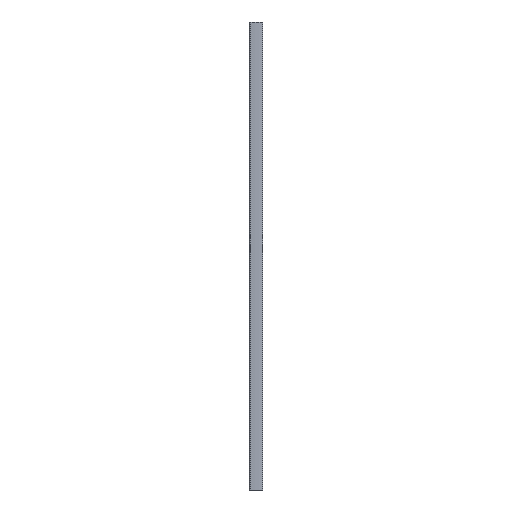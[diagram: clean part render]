
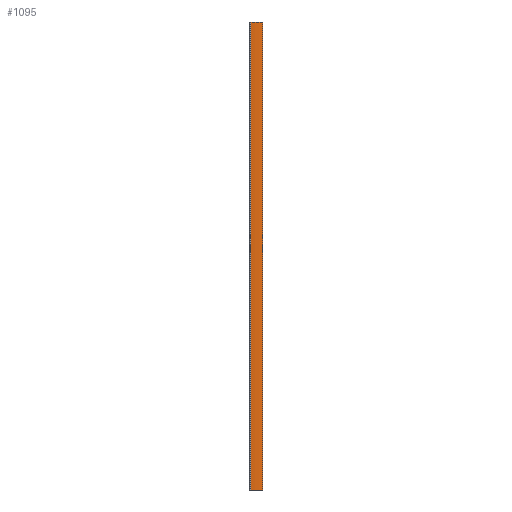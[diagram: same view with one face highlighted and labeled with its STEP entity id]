
A CAD part, left-side view. The second image highlights one B-rep face of the part: STEP entity #1095.
In plain terms, the highlighted cylindrical face has radius 500 mm (diameter 1000 mm), a partial arc.
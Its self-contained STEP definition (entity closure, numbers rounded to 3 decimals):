
#84=FACE_OUTER_BOUND('',#141,.T.);
#141=EDGE_LOOP('',(#979,#980,#981,#982));
#232=LINE('',#1933,#321);
#233=LINE('',#1935,#322);
#321=VECTOR('',#1593,10.);
#322=VECTOR('',#1596,10.);
#370=CIRCLE('',#1182,500.);
#396=CIRCLE('',#1223,500.);
#468=VERTEX_POINT('',#1773);
#469=VERTEX_POINT('',#1775);
#500=VERTEX_POINT('',#1870);
#501=VERTEX_POINT('',#1872);
#591=EDGE_CURVE('',#469,#468,#370,.T.);
#641=EDGE_CURVE('',#501,#500,#396,.T.);
#672=EDGE_CURVE('',#500,#469,#232,.T.);
#673=EDGE_CURVE('',#501,#468,#233,.T.);
#979=ORIENTED_EDGE('',*,*,#591,.T.);
#980=ORIENTED_EDGE('',*,*,#673,.F.);
#981=ORIENTED_EDGE('',*,*,#641,.T.);
#982=ORIENTED_EDGE('',*,*,#672,.T.);
#1041=CYLINDRICAL_SURFACE('',#1248,500.);
#1095=ADVANCED_FACE('',(#84),#1041,.T.);
#1182=AXIS2_PLACEMENT_3D('',#1776,#1412,#1413);
#1223=AXIS2_PLACEMENT_3D('',#1873,#1518,#1519);
#1248=AXIS2_PLACEMENT_3D('',#1934,#1594,#1595);
#1412=DIRECTION('center_axis',(0.,0.,-1.));
#1413=DIRECTION('ref_axis',(-0.998,0.068,0.));
#1518=DIRECTION('center_axis',(0.,0.,1.));
#1519=DIRECTION('ref_axis',(-0.998,0.068,0.));
#1593=DIRECTION('',(0.,0.,1.));
#1594=DIRECTION('center_axis',(0.,0.,1.));
#1595=DIRECTION('ref_axis',(-0.998,0.068,0.));
#1596=DIRECTION('',(0.,0.,1.));
#1773=CARTESIAN_POINT('',(-26.87,32.677,1500.));
#1775=CARTESIAN_POINT('',(-26.198,-43.751,1500.));
#1776=CARTESIAN_POINT('Origin',(471.984,-1.15,1500.));
#1870=CARTESIAN_POINT('',(-26.198,-43.751,-1500.));
#1872=CARTESIAN_POINT('',(-26.87,32.677,-1500.));
#1873=CARTESIAN_POINT('Origin',(471.984,-1.15,-1500.));
#1933=CARTESIAN_POINT('',(-26.198,-43.751,0.));
#1934=CARTESIAN_POINT('Origin',(471.984,-1.15,0.));
#1935=CARTESIAN_POINT('',(-26.87,32.677,0.));
